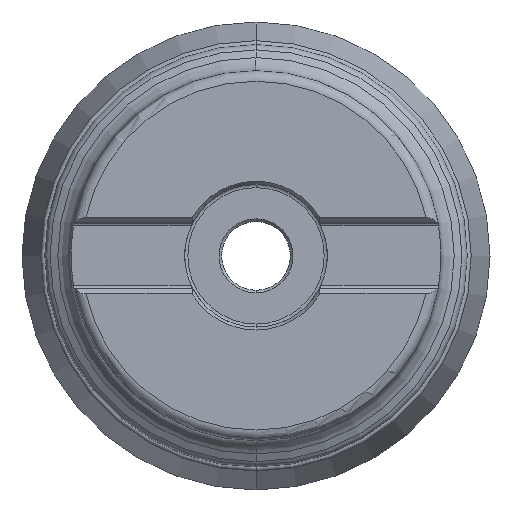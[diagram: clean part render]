
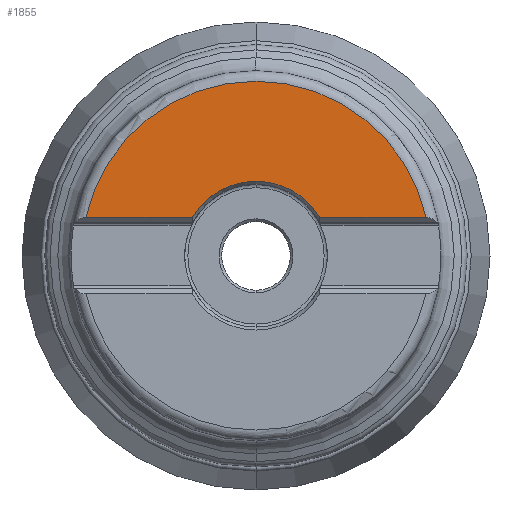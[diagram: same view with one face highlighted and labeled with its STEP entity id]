
A CAD part, top view. The second image highlights one B-rep face of the part: STEP entity #1855.
In plain terms, the highlighted face is planar.
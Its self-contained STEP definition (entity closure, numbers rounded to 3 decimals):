
#488=CARTESIAN_POINT('',(0.,0.,0.));
#489=DIRECTION('',(0.,1.,0.));
#490=DIRECTION('',(0.858,0.,-0.513));
#491=AXIS2_PLACEMENT_3D('',#488,#489,#490);
#518=DIRECTION('',(-1.,0.,0.));
#519=VECTOR('',#518,20.118);
#520=CARTESIAN_POINT('',(32.199,0.,-7.228));
#521=LINE('',#520,#519);
#525=DIRECTION('',(-1.,0.,0.));
#526=VECTOR('',#525,20.118);
#527=CARTESIAN_POINT('',(-12.08,0.,-7.228));
#528=LINE('',#527,#526);
#585=CARTESIAN_POINT('',(0.,0.,0.));
#586=DIRECTION('',(0.,-1.,0.));
#587=DIRECTION('',(-0.976,0.,-0.219));
#588=AXIS2_PLACEMENT_3D('',#585,#586,#587);
#1318=CARTESIAN_POINT('',(32.199,0.,-7.228));
#1319=CARTESIAN_POINT('',(12.08,0.,-7.228));
#1320=VERTEX_POINT('',#1318);
#1321=VERTEX_POINT('',#1319);
#1322=CARTESIAN_POINT('',(-12.08,0.,-7.228));
#1323=CARTESIAN_POINT('',(-32.199,0.,-7.228));
#1324=VERTEX_POINT('',#1322);
#1325=VERTEX_POINT('',#1323);
#1841=CARTESIAN_POINT('',(0.,0.,0.));
#1842=DIRECTION('',(0.,1.,0.));
#1843=DIRECTION('',(0.,0.,-1.));
#1844=AXIS2_PLACEMENT_3D('',#1841,#1842,#1843);
#1845=PLANE('',#1844);
#1847=ORIENTED_EDGE('',*,*,#1846,.F.);
#1849=ORIENTED_EDGE('',*,*,#1848,.F.);
#1851=ORIENTED_EDGE('',*,*,#1850,.F.);
#1852=ORIENTED_EDGE('',*,*,#1819,.F.);
#1853=EDGE_LOOP('',(#1847,#1849,#1851,#1852));
#1854=FACE_OUTER_BOUND('',#1853,.F.);
#1855=ADVANCED_FACE('',(#1854),#1845,.F.);
#492=CIRCLE('',#491,14.077);
#589=CIRCLE('',#588,33.);
#1819=EDGE_CURVE('',#1321,#1324,#492,.T.);
#1846=EDGE_CURVE('',#1320,#1321,#521,.T.);
#1848=EDGE_CURVE('',#1325,#1320,#589,.T.);
#1850=EDGE_CURVE('',#1324,#1325,#528,.T.);
